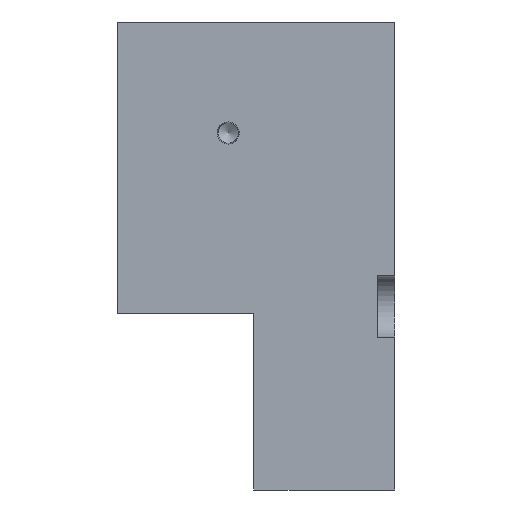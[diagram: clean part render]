
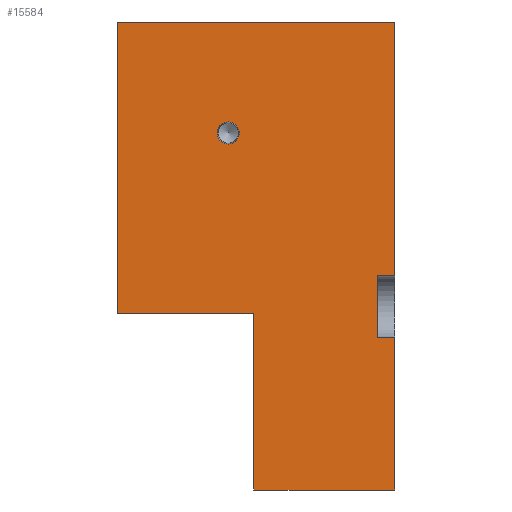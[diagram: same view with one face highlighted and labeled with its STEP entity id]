
A CAD part, left-side view. The second image highlights one B-rep face of the part: STEP entity #15584.
In plain terms, the highlighted planar face has unit normal (-1, 0, 0).
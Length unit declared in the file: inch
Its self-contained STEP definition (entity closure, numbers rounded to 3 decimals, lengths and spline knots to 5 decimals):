
#266=LINE('',#20666,#2070);
#270=LINE('',#20674,#2074);
#277=LINE('',#20688,#2081);
#278=LINE('',#20690,#2082);
#279=LINE('',#20692,#2083);
#280=LINE('',#20694,#2084);
#281=LINE('',#20696,#2085);
#282=LINE('',#20698,#2086);
#283=LINE('',#20700,#2087);
#284=LINE('',#20701,#2088);
#2070=VECTOR('',#17278,0.3937);
#2074=VECTOR('',#17284,0.3937);
#2081=VECTOR('',#17295,0.3937);
#2082=VECTOR('',#17296,0.3937);
#2083=VECTOR('',#17297,0.3937);
#2084=VECTOR('',#17298,0.3937);
#2085=VECTOR('',#17299,0.3937);
#2086=VECTOR('',#17300,0.3937);
#2087=VECTOR('',#17301,0.3937);
#2088=VECTOR('',#17302,0.3937);
#3880=PLANE('',#16493);
#4520=CIRCLE('',#16494,0.12597);
#4599=FACE_BOUND('',#5651,.T.);
#4761=FACE_OUTER_BOUND('',#5650,.T.);
#5650=EDGE_LOOP('',(#10964,#10965,#10966,#10967,#10968,#10969,#10970,#10971,
#10972,#10973));
#5651=EDGE_LOOP('',(#10974));
#7079=VERTEX_POINT('',#20664);
#7080=VERTEX_POINT('',#20665);
#7083=VERTEX_POINT('',#20673);
#7088=VERTEX_POINT('',#20687);
#7089=VERTEX_POINT('',#20689);
#7090=VERTEX_POINT('',#20691);
#7091=VERTEX_POINT('',#20693);
#7092=VERTEX_POINT('',#20695);
#7093=VERTEX_POINT('',#20697);
#7094=VERTEX_POINT('',#20699);
#7095=VERTEX_POINT('',#20702);
#8638=EDGE_CURVE('',#7079,#7080,#266,.T.);
#8642=EDGE_CURVE('',#7083,#7079,#270,.T.);
#8649=EDGE_CURVE('',#7088,#7080,#277,.T.);
#8650=EDGE_CURVE('',#7089,#7088,#278,.T.);
#8651=EDGE_CURVE('',#7089,#7090,#279,.T.);
#8652=EDGE_CURVE('',#7090,#7091,#280,.T.);
#8653=EDGE_CURVE('',#7091,#7092,#281,.T.);
#8654=EDGE_CURVE('',#7093,#7092,#282,.T.);
#8655=EDGE_CURVE('',#7094,#7093,#283,.T.);
#8656=EDGE_CURVE('',#7083,#7094,#284,.T.);
#8657=EDGE_CURVE('',#7095,#7095,#4520,.T.);
#10964=ORIENTED_EDGE('',*,*,#8642,.T.);
#10965=ORIENTED_EDGE('',*,*,#8638,.T.);
#10966=ORIENTED_EDGE('',*,*,#8649,.F.);
#10967=ORIENTED_EDGE('',*,*,#8650,.F.);
#10968=ORIENTED_EDGE('',*,*,#8651,.T.);
#10969=ORIENTED_EDGE('',*,*,#8652,.T.);
#10970=ORIENTED_EDGE('',*,*,#8653,.T.);
#10971=ORIENTED_EDGE('',*,*,#8654,.F.);
#10972=ORIENTED_EDGE('',*,*,#8655,.F.);
#10973=ORIENTED_EDGE('',*,*,#8656,.F.);
#10974=ORIENTED_EDGE('',*,*,#8657,.T.);
#15584=ADVANCED_FACE('',(#4761,#4599),#3880,.T.);
#16493=AXIS2_PLACEMENT_3D('',#20686,#17293,#17294);
#16494=AXIS2_PLACEMENT_3D('',#20703,#17303,#17304);
#17278=DIRECTION('',(0.,0.,-1.));
#17284=DIRECTION('',(0.,-1.,0.));
#17293=DIRECTION('center_axis',(-1.,0.,0.));
#17294=DIRECTION('ref_axis',(0.,-1.,0.));
#17295=DIRECTION('',(0.,1.,0.));
#17296=DIRECTION('',(0.,0.,-1.));
#17297=DIRECTION('',(0.,1.,0.));
#17298=DIRECTION('',(0.,0.,1.));
#17299=DIRECTION('',(0.,-1.,0.));
#17300=DIRECTION('',(0.,0.,-1.));
#17301=DIRECTION('',(0.,-1.,0.));
#17302=DIRECTION('',(0.,0.,1.));
#17303=DIRECTION('center_axis',(1.,0.,0.));
#17304=DIRECTION('ref_axis',(0.,0.,1.));
#20664=CARTESIAN_POINT('',(-1.88976,1.6,-0.07874));
#20665=CARTESIAN_POINT('',(-1.88976,1.6,-2.08661));
#20666=CARTESIAN_POINT('',(-1.88976,1.6,-0.03937));
#20673=CARTESIAN_POINT('',(-1.88976,3.14961,-0.07874));
#20674=CARTESIAN_POINT('',(-1.88976,3.14961,-0.07874));
#20686=CARTESIAN_POINT('Origin',(-1.88976,3.14961,0.));
#20687=CARTESIAN_POINT('',(-1.88976,0.,-2.08661));
#20688=CARTESIAN_POINT('',(-1.88976,3.14961,-2.08661));
#20689=CARTESIAN_POINT('',(-1.88976,0.,-0.35443));
#20690=CARTESIAN_POINT('',(-1.88976,0.,0.));
#20691=CARTESIAN_POINT('',(-1.88976,0.19685,-0.35443));
#20692=CARTESIAN_POINT('',(-1.88976,0.,-0.35443));
#20693=CARTESIAN_POINT('',(-1.88976,0.19685,0.35443));
#20694=CARTESIAN_POINT('',(-1.88976,0.19685,0.));
#20695=CARTESIAN_POINT('',(-1.88976,0.,0.35443));
#20696=CARTESIAN_POINT('',(-1.88976,0.,0.35443));
#20697=CARTESIAN_POINT('',(-1.88976,0.,3.22835));
#20698=CARTESIAN_POINT('',(-1.88976,0.,0.));
#20699=CARTESIAN_POINT('',(-1.88976,3.14961,3.22835));
#20700=CARTESIAN_POINT('',(-1.88976,3.14961,3.22835));
#20701=CARTESIAN_POINT('',(-1.88976,3.14961,0.));
#20702=CARTESIAN_POINT('',(-1.88976,1.88976,2.09447));
#20703=CARTESIAN_POINT('Origin',(-1.88976,1.88976,1.9685));
